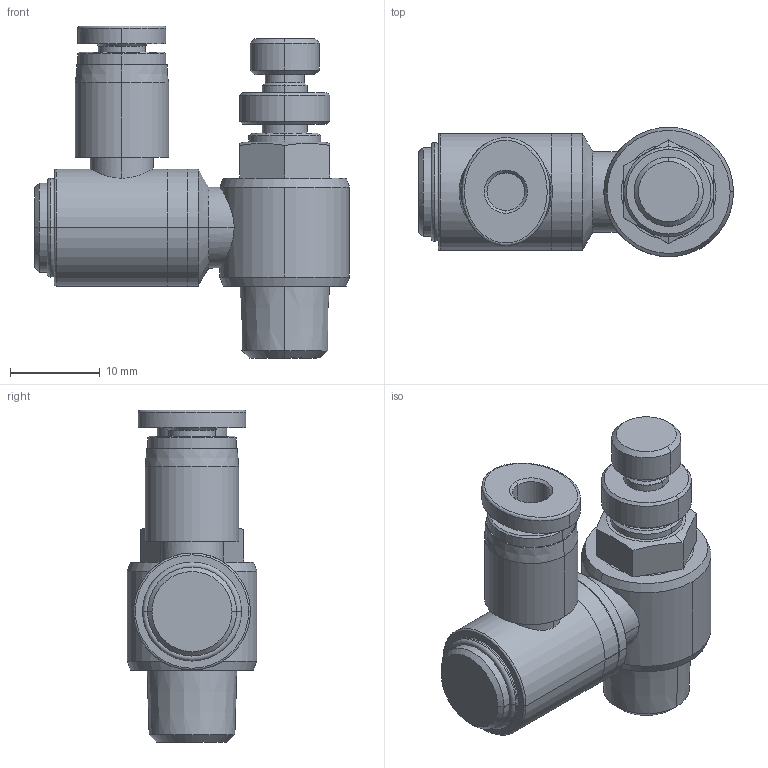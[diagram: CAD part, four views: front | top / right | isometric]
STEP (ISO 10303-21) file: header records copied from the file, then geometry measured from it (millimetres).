
FILE_DESCRIPTION((''),'2;1');
FILE_NAME('NSS 0401.stp','2017-07-22T11:40:24',(''),(''),'Mechanical Desktop 2009','Mechanical Desktop 2009',', , ');
FILE_SCHEMA(('CONFIG_CONTROL_DESIGN'));
Length unit declared in the file: millimetre
Products named in the file (7): NSS 0401; PART1; NSS 04F; ~~~PART1; NSS 01; ~PART1; NSE0401-MDT
Assembly tree (6 placements, depth 3):
  NSS 0401
    PART1
    NSS 04F
      ~~~PART1
    NSS 01
      ~PART1
    NSE0401-MDT
Bounding box: 35 x 14.4 x 36.9 mm (x, y, z)
Volume: 8766.8 mm3; surface area: 5514.1 mm2
Topology: 5 solids, 5 shells, 140 faces, 291 edges, 171 vertices
Faces by surface type: cylinder 46, plane 43, cone 40, torus 8, bspline 3
Entity records: 4213 total; most frequent: CARTESIAN_POINT 992, DIRECTION 722, ORIENTED_EDGE 574, AXIS2_PLACEMENT_3D 305, EDGE_CURVE 287, VERTEX_POINT 169, EDGE_LOOP 160, CIRCLE 159
